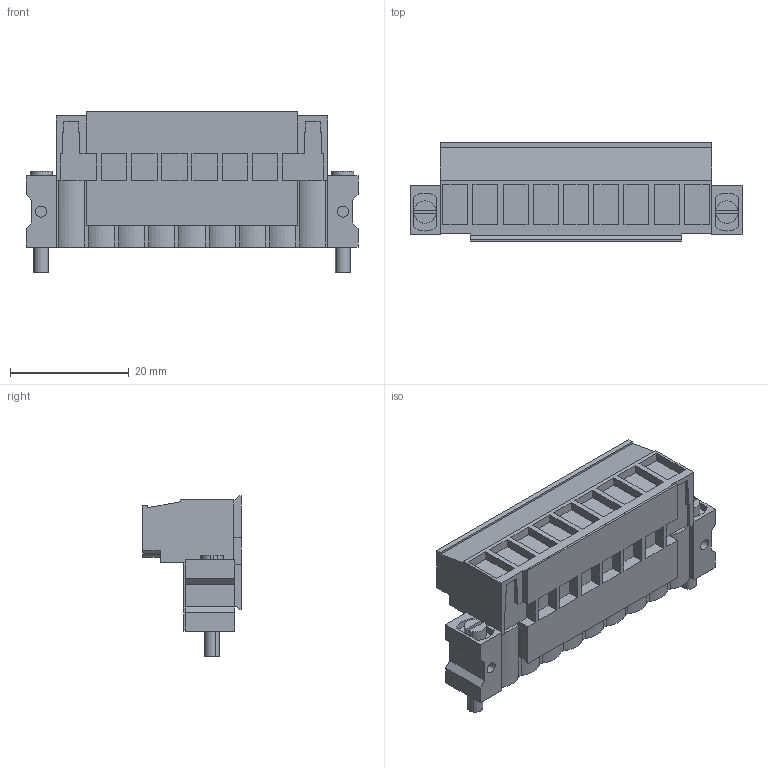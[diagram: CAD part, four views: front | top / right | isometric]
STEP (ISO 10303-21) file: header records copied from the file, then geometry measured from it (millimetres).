
FILE_DESCRIPTION(('CATIA V5 STEP','CAx-IF Rec.Pracs.--- Model Styling and Organization---1.2---2011-12-15'),'2;1');
FILE_NAME ('D1457455_0_1846280000_1846280000.stp','2017-06-01T07:43:43+00:00',('none'),('Weidmueller'),'CATIA Version 5-6 Release 2014','CATIA V5 STEP AP214','none');
FILE_SCHEMA(('AUTOMOTIVE_DESIGN { 1 0 10303 214 1 1 1 1 }'));
Length unit declared in the file: millimetre
Products named in the file (1): 1846280000
Bounding box: 55.84 x 16.6 x 26.98 mm (x, y, z)
Volume: 9554.1 mm3; surface area: 8343.6 mm2
Topology: 21 solids, 21 shells, 687 faces, 1858 edges, 1264 vertices
Faces by surface type: plane 514, cylinder 137, extrusion 36
Entity records: 20997 total; most frequent: CARTESIAN_POINT 4734, ORIENTED_EDGE 3716, DIRECTION 2596, EDGE_CURVE 1858, VECTOR 1502, LINE 1466, VERTEX_POINT 1264, EDGE_LOOP 760
